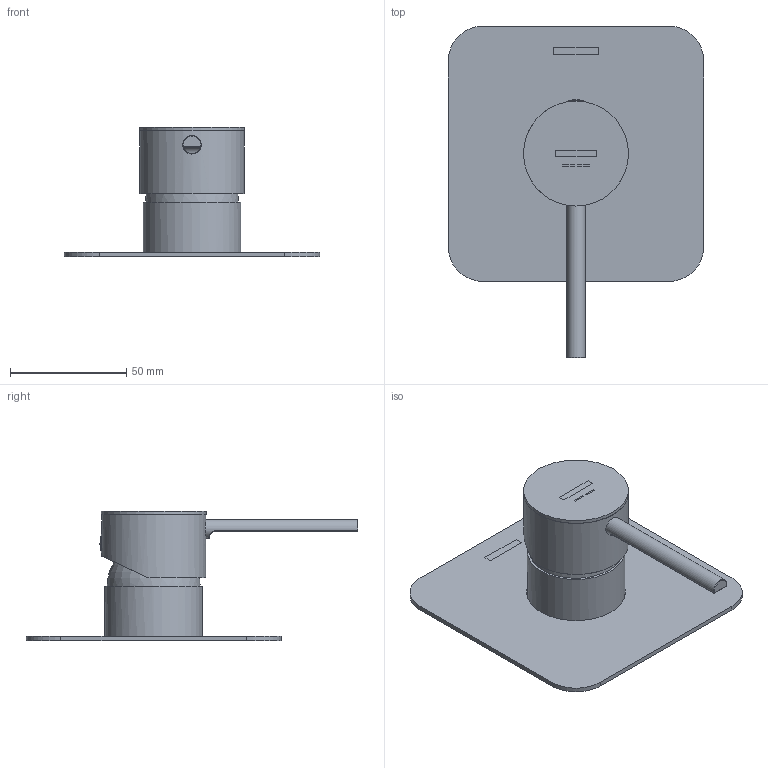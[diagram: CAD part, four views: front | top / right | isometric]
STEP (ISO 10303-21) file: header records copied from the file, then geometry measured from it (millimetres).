
FILE_DESCRIPTION (( 'STEP AP203' ), '1' );
FILE_NAME ('841801SIX.STEP', '2025-02-05T10:27:07', ( '' ), ( '' ), 'SwSTEP 2.0', 'SolidWorks 2021', '' );
FILE_SCHEMA (( 'CONFIG_CONTROL_DESIGN' ));
Length unit declared in the file: millimetre
Products named in the file (1): 841801SIX
Bounding box: 110 x 143 x 55.7 mm (x, y, z)
Volume: 37974.1 mm3; surface area: 44631.2 mm2
Topology: 7 solids, 7 shells, 86 faces, 202 edges, 135 vertices
Faces by surface type: cylinder 31, plane 30, bspline 10, torus 8, cone 4, sphere 3
Full cylindrical faces by diameter (mm): 5.5 x1, 7.9 x1, 8 x1, 31 x1, 35.8 x1, 37 x1, 39 x1, 42 x1, 42.5 x1, 42.6 x1, 45 x1, 45.2 x1
Entity records: 4289 total; most frequent: CARTESIAN_POINT 2396, DIRECTION 360, ORIENTED_EDGE 354, EDGE_CURVE 177, AXIS2_PLACEMENT_3D 151, VERTEX_POINT 129, EDGE_LOOP 122, FACE_OUTER_BOUND 100
